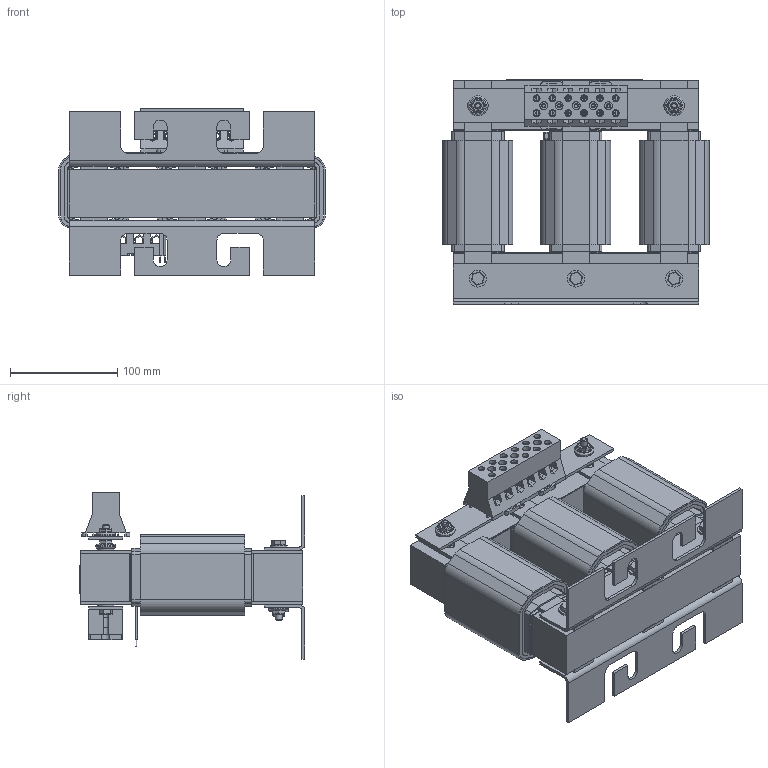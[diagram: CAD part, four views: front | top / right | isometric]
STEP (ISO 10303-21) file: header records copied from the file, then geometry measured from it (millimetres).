
FILE_DESCRIPTION(/* description */ (''),/* implementation_level */ '2;1');
FILE_NAME(/* name */ 'KLRUL28CTBMG.stp',/* time_stamp */ '2020-03-27T13:32:19-05:00',/* author */ ('jnelson'),/* organization */ (''),/* preprocessor_version */ 'ST-DEVELOPER v17',/* originating_system */ 'Autodesk Inventor 2019',/* authorisation */ '');
FILE_SCHEMA (('AUTOMOTIVE_DESIGN { 1 0 10303 214 3 1 1 }'));
Products named in the file (20): KTRMG28C; 25037; 24262; 15174; 23412-1.75; 14518; 19324; 26811- KTR-KTRMG; 28453; 28453_1; 11923insert; 11923-1; 11923-2; 11923-3; 31553; 29477-SHORT LEADS; 1505; 4222; 1502; 1763
Assembly tree (46 placements, depth 4):
  KTRMG28C
    23412-1.75  x2
    15174  x2
    25037  x3
    24262  x2
    14518
    19324
    4222  x4
    1763  x9
    1505  x8
    1502  x2
    26811- KTR-KTRMG
    28453
      28453_1
      11923insert  x3
        11923-1
        11923-2
        11923-3
    31553
    29477-SHORT LEADS
Bounding box: 248.16 x 210.37 x 154.93 mm (x, y, z)
Volume: 2587502.5 mm3; surface area: 881224.7 mm2
Topology: 74 solids, 74 shells, 4102 faces, 10975 edges, 7367 vertices
Faces by surface type: plane 2460, bspline 981, cylinder 626, torus 19, cone 12, sphere 4
Full cylindrical faces by diameter (mm): 0.762 x2, 1.524 x2, 2.425 x2, 2.642 x2, 2.794 x3, 3.199 x1, 3.962 x5, 3.974 x2, 4.166 x2, 4.496 x6, 4.724 x2, 4.898 x5, 5.08 x12, 5.083 x1, 5.867 x6, 6.124 x5, 6.35 x17, 6.375 x12, 6.379 x1, 7.01 x6, 7.137 x9, 7.341 x5, 8.128 x4, 8.738 x6, 9.652 x6, 15.875 x9, 18.491 x8
Entity records: 114884 total; most frequent: CARTESIAN_POINT 34485, ORIENTED_EDGE 18080, DIRECTION 12863, EDGE_CURVE 9040, LINE 6297, VECTOR 6297, VERTEX_POINT 5992, EDGE_LOOP 3778
